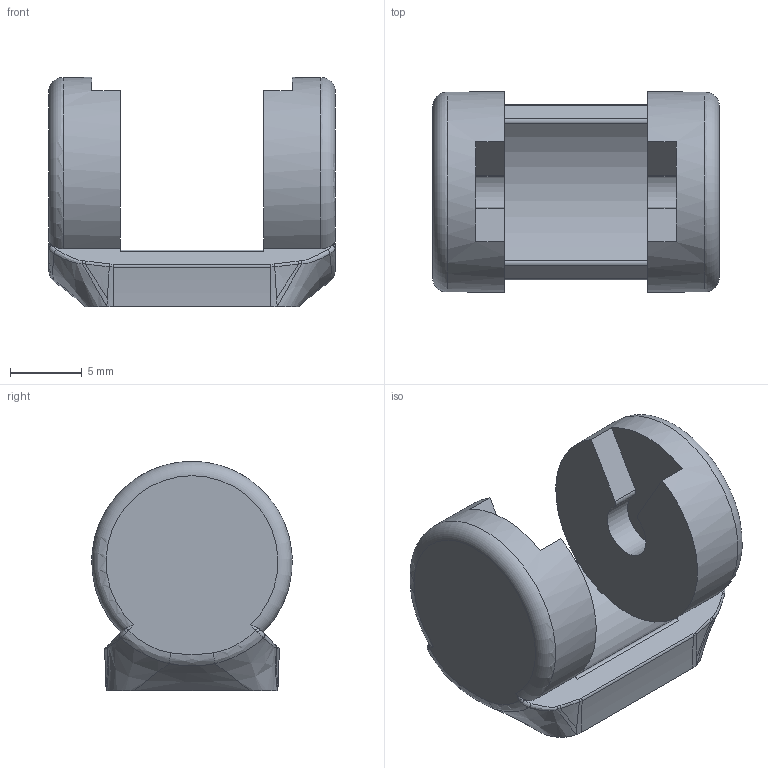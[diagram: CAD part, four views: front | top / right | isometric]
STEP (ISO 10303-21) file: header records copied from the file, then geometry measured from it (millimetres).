
FILE_DESCRIPTION(/* description */ (''),/* implementation_level */ '2;1');
FILE_NAME(/* name */ 'CM I Articulation Head.step',/* time_stamp */ '2022-08-07T17:54:07+01:00',/* author */ (''),/* organization */ (''),/* preprocessor_version */ 'ST-DEVELOPER v18.1',/* originating_system */ 'Autodesk Translation Framework v10.10.0.1391',/* authorisation */ '');
FILE_SCHEMA (('AUTOMOTIVE_DESIGN { 1 0 10303 214 3 1 1 }'));
Length unit declared in the file: millimetre
Products named in the file (1): CM I Articulation Head
Bounding box: 20 x 13.98 x 16 mm (x, y, z)
Volume: 1955.7 mm3; surface area: 1485.2 mm2
Topology: 1 solids, 1 shells, 82 faces, 204 edges, 124 vertices
Faces by surface type: bspline 44, cylinder 19, plane 13, torus 6
Entity records: 3395 total; most frequent: CARTESIAN_POINT 1603, ORIENTED_EDGE 408, DIRECTION 298, EDGE_CURVE 204, AXIS2_PLACEMENT_3D 127, VERTEX_POINT 124, CIRCLE 88, FACE_OUTER_BOUND 82
